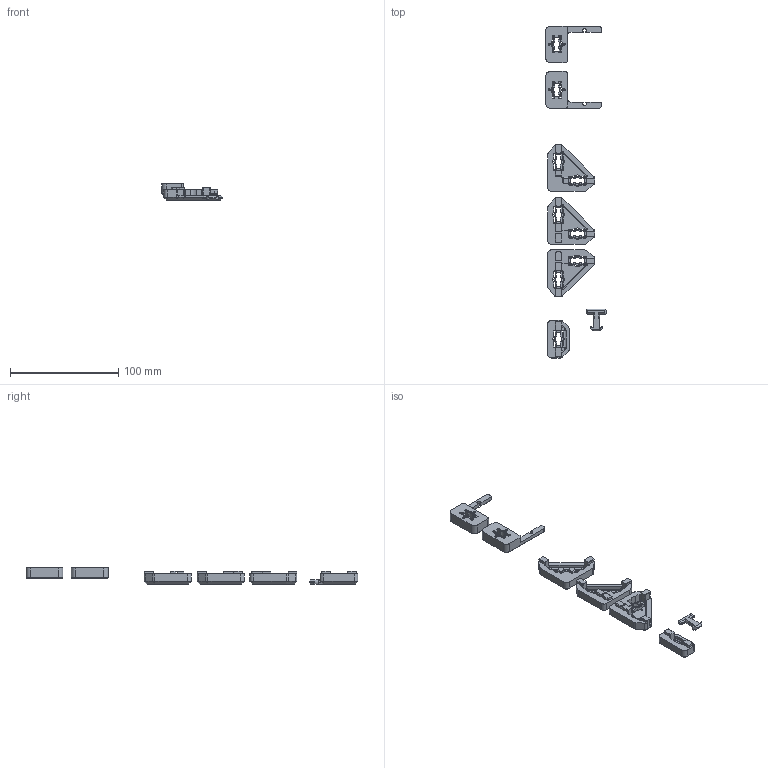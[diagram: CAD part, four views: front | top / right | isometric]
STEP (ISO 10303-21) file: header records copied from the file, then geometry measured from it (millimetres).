
FILE_DESCRIPTION(/* description */ (''),/* implementation_level */ '2;1');
FILE_NAME(/* name */ 'QuickReleaseClips.step',/* time_stamp */ '2022-09-03T12:43:31-05:00',/* author */ (''),/* organization */ (''),/* preprocessor_version */ 'ST-DEVELOPER v19',/* originating_system */ 'Autodesk Translation Framework v11.7.0.108',/* authorisation */ '');
FILE_SCHEMA (('AUTOMOTIVE_DESIGN { 1 0 10303 214 3 1 1 }'));
Length unit declared in the file: millimetre
Products named in the file (2): LockClips; Exhaust Mount
Assembly tree (1 placements, depth 2):
  LockClips
    Exhaust Mount
Bounding box: 55.69 x 306.93 x 15.04 mm (x, y, z)
Volume: 39574.2 mm3; surface area: 25414.6 mm2
Topology: 7 solids, 7 shells, 952 faces, 2685 edges, 1745 vertices
Faces by surface type: plane 554, cylinder 325, cone 71, torus 2
Full cylindrical faces by diameter (mm): 1.5 x18
Entity records: 30967 total; most frequent: CARTESIAN_POINT 5469, DIRECTION 5429, ORIENTED_EDGE 5366, EDGE_CURVE 2683, AXIS2_PLACEMENT_3D 1813, LINE 1803, VECTOR 1803, VERTEX_POINT 1745
